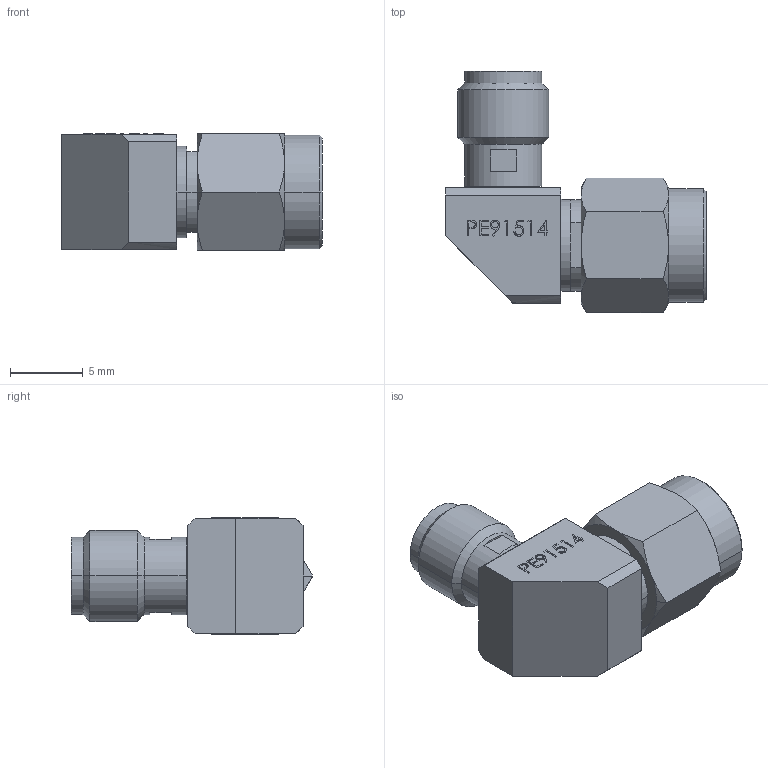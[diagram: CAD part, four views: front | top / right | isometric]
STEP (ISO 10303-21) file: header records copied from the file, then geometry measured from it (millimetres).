
FILE_DESCRIPTION (( 'STEP AP203' ), '1' );
FILE_NAME ('PE91514.STEP', '2021-05-05T11:23:39', ( '' ), ( '' ), 'SwSTEP 2.0', 'SolidWorks 2020', '' );
FILE_SCHEMA (( 'CONFIG_CONTROL_DESIGN' ));
Length unit declared in the file: inch
Products named in the file (6): ALS-K8PC8-12-1.stp; ALS-K3-RIGHT.stp; Part3^PE91514; ALS-K3K8-3.stp; PE91514; als-k3pc8.stp
Assembly tree (5 placements, depth 3):
  PE91514
    als-k3pc8.stp
      ALS-K3K8-3.stp
      ALS-K3-RIGHT.stp
      ALS-K8PC8-12-1.stp
    Part3^PE91514
Bounding box: 17.9 x 16.56 x 8 mm (x, y, z)
Volume: 1111.6 mm3; surface area: 959 mm2
Topology: 10 solids, 10 shells, 176 faces, 415 edges, 268 vertices
Faces by surface type: plane 102, cylinder 27, cone 24, bspline 23
Entity records: 7045 total; most frequent: CARTESIAN_POINT 2489, ORIENTED_EDGE 830, DIRECTION 745, EDGE_CURVE 415, VERTEX_POINT 268, VECTOR 265, LINE 265, AXIS2_PLACEMENT_3D 240
